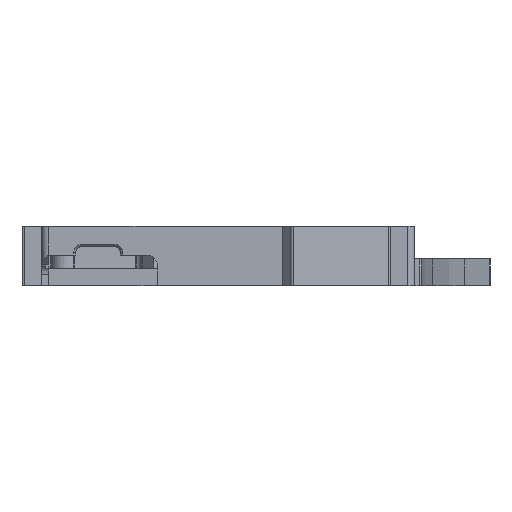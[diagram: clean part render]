
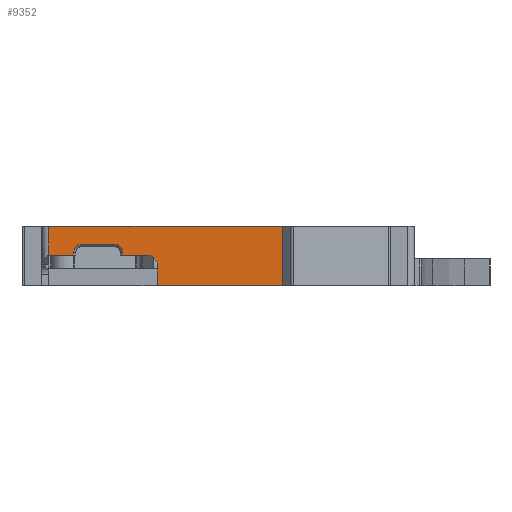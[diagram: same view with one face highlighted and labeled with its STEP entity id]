
A CAD part, left-side view. The second image highlights one B-rep face of the part: STEP entity #9352.
In plain terms, the highlighted planar face has unit normal (-1, 0, 0).
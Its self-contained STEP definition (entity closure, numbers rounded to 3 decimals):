
#434=CIRCLE('',#9817,1.7);
#435=CIRCLE('',#9818,1.7);
#436=CIRCLE('',#9819,2.);
#719=FACE_OUTER_BOUND('',#1262,.T.);
#1262=EDGE_LOOP('',(#7310,#7311,#7312,#7313,#7314,#7315,#7316,#7317,#7318,
#7319,#7320,#7321,#7322));
#2014=LINE('',#14524,#3117);
#2081=LINE('',#14704,#3184);
#2112=LINE('',#14782,#3215);
#2113=LINE('',#14785,#3216);
#2114=LINE('',#14787,#3217);
#2115=LINE('',#14791,#3218);
#2116=LINE('',#14795,#3219);
#2117=LINE('',#14797,#3220);
#2118=LINE('',#14800,#3221);
#2119=LINE('',#14801,#3222);
#3117=VECTOR('',#10881,10.);
#3184=VECTOR('',#11004,10.);
#3215=VECTOR('',#11057,10.);
#3216=VECTOR('',#11060,10.);
#3217=VECTOR('',#11061,10.);
#3218=VECTOR('',#11064,10.);
#3219=VECTOR('',#11067,10.);
#3220=VECTOR('',#11068,10.);
#3221=VECTOR('',#11071,10.);
#3222=VECTOR('',#11072,10.);
#4206=VERTEX_POINT('',#14521);
#4207=VERTEX_POINT('',#14523);
#4277=VERTEX_POINT('',#14701);
#4278=VERTEX_POINT('',#14703);
#4300=VERTEX_POINT('',#14780);
#4301=VERTEX_POINT('',#14784);
#4302=VERTEX_POINT('',#14786);
#4303=VERTEX_POINT('',#14788);
#4304=VERTEX_POINT('',#14790);
#4305=VERTEX_POINT('',#14792);
#4306=VERTEX_POINT('',#14794);
#4307=VERTEX_POINT('',#14796);
#4308=VERTEX_POINT('',#14798);
#5298=EDGE_CURVE('',#4206,#4207,#2014,.T.);
#5380=EDGE_CURVE('',#4277,#4278,#2081,.T.);
#5415=EDGE_CURVE('',#4300,#4206,#2112,.T.);
#5416=EDGE_CURVE('',#4300,#4301,#2113,.T.);
#5417=EDGE_CURVE('',#4302,#4301,#2114,.T.);
#5418=EDGE_CURVE('',#4303,#4302,#434,.T.);
#5419=EDGE_CURVE('',#4304,#4303,#2115,.T.);
#5420=EDGE_CURVE('',#4305,#4304,#435,.T.);
#5421=EDGE_CURVE('',#4306,#4305,#2116,.T.);
#5422=EDGE_CURVE('',#4306,#4307,#2117,.T.);
#5423=EDGE_CURVE('',#4307,#4308,#436,.T.);
#5424=EDGE_CURVE('',#4308,#4278,#2118,.T.);
#5425=EDGE_CURVE('',#4277,#4207,#2119,.T.);
#7310=ORIENTED_EDGE('',*,*,#5415,.F.);
#7311=ORIENTED_EDGE('',*,*,#5416,.T.);
#7312=ORIENTED_EDGE('',*,*,#5417,.F.);
#7313=ORIENTED_EDGE('',*,*,#5418,.F.);
#7314=ORIENTED_EDGE('',*,*,#5419,.F.);
#7315=ORIENTED_EDGE('',*,*,#5420,.F.);
#7316=ORIENTED_EDGE('',*,*,#5421,.F.);
#7317=ORIENTED_EDGE('',*,*,#5422,.T.);
#7318=ORIENTED_EDGE('',*,*,#5423,.T.);
#7319=ORIENTED_EDGE('',*,*,#5424,.T.);
#7320=ORIENTED_EDGE('',*,*,#5380,.F.);
#7321=ORIENTED_EDGE('',*,*,#5425,.T.);
#7322=ORIENTED_EDGE('',*,*,#5298,.F.);
#8884=PLANE('',#9816);
#9352=ADVANCED_FACE('',(#719),#8884,.T.);
#9816=AXIS2_PLACEMENT_3D('',#14783,#11058,#11059);
#9817=AXIS2_PLACEMENT_3D('',#14789,#11062,#11063);
#9818=AXIS2_PLACEMENT_3D('',#14793,#11065,#11066);
#9819=AXIS2_PLACEMENT_3D('',#14799,#11069,#11070);
#10881=DIRECTION('',(0.,-1.,0.));
#11004=DIRECTION('',(0.,1.,0.));
#11057=DIRECTION('',(0.,0.,1.));
#11058=DIRECTION('center_axis',(-1.,0.,0.));
#11059=DIRECTION('ref_axis',(0.,-1.,0.));
#11060=DIRECTION('',(0.,-1.,0.));
#11061=DIRECTION('',(0.,0.,-1.));
#11062=DIRECTION('center_axis',(-1.,0.,0.));
#11063=DIRECTION('ref_axis',(0.,0.,
1.));
#11064=DIRECTION('',(0.,1.,0.));
#11065=DIRECTION('center_axis',(-1.,0.,0.));
#11066=DIRECTION('ref_axis',(0.,-1.,0.));
#11067=DIRECTION('',(0.,0.,1.));
#11068=DIRECTION('',(0.,-1.,0.));
#11069=DIRECTION('center_axis',(1.,0.,0.));
#11070=DIRECTION('ref_axis',(0.,-1.,0.));
#11071=DIRECTION('',(0.,0.,-1.));
#11072=DIRECTION('',(0.,0.,1.));
#14521=CARTESIAN_POINT('',(28.638,-49.155,10.5));
#14523=CARTESIAN_POINT('',(28.638,-98.604,10.5));
#14524=CARTESIAN_POINT('',(28.638,-98.604,10.5));
#14701=CARTESIAN_POINT('',(28.638,-98.604,-2.));
#14703=CARTESIAN_POINT('',(28.638,-72.1,-2.));
#14704=CARTESIAN_POINT('',(28.638,-98.604,-2.));
#14780=CARTESIAN_POINT('',(28.638,-49.155,4.395));
#14782=CARTESIAN_POINT('',(28.638,-49.155,0.));
#14783=CARTESIAN_POINT('Origin',(28.638,-47.655,0.));
#14784=CARTESIAN_POINT('',(28.638,-54.4,4.395));
#14785=CARTESIAN_POINT('',(28.638,-48.405,4.395));
#14786=CARTESIAN_POINT('',(28.638,-54.4,4.98));
#14787=CARTESIAN_POINT('',(28.638,-54.4,1.905));
#14788=CARTESIAN_POINT('',(28.638,-56.1,6.68));
#14789=CARTESIAN_POINT('Origin',(28.638,-56.1,4.98));
#14790=CARTESIAN_POINT('',(28.638,-63.1,6.68));
#14791=CARTESIAN_POINT('',(28.638,-51.878,6.68));
#14792=CARTESIAN_POINT('',(28.638,-64.8,4.98));
#14793=CARTESIAN_POINT('Origin',(28.638,-63.1,4.98));
#14794=CARTESIAN_POINT('',(28.638,-64.8,4.395));
#14795=CARTESIAN_POINT('',(28.638,-64.8,2.49));
#14796=CARTESIAN_POINT('',(28.638,-70.1,4.395));
#14797=CARTESIAN_POINT('',(28.638,-48.405,4.395));
#14798=CARTESIAN_POINT('',(28.638,-72.1,2.395));
#14799=CARTESIAN_POINT('Origin',(28.638,-70.1,2.395));
#14800=CARTESIAN_POINT('',(28.638,-72.1,1.198));
#14801=CARTESIAN_POINT('',(28.638,-98.604,0.));
